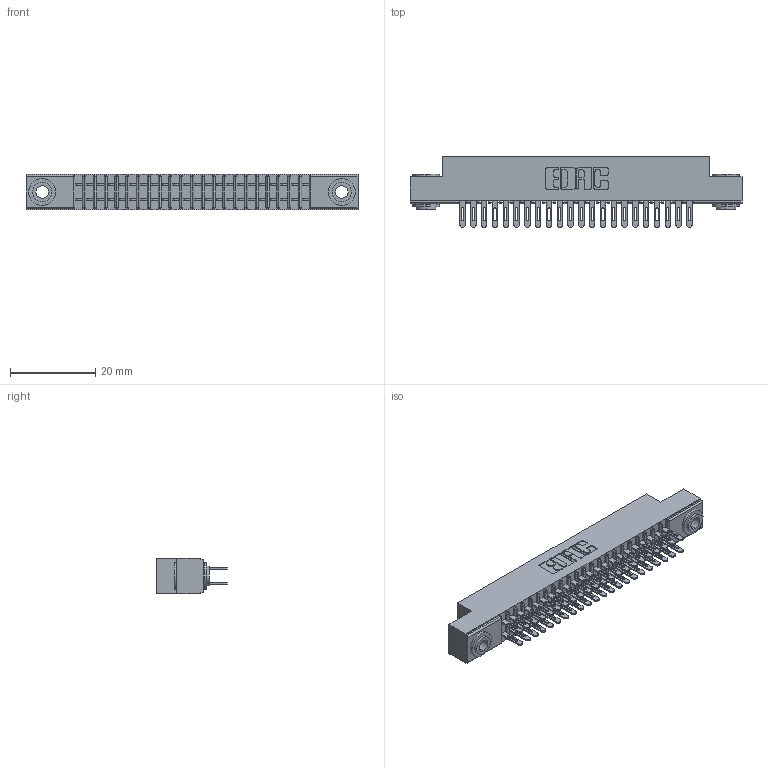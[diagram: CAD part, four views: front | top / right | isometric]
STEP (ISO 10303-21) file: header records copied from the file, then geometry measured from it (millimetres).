
FILE_DESCRIPTION (( 'STEP AP203' ), '1' );
FILE_NAME ('341-044-500-203.STEP', '2018-08-07T02:10:48', ( '' ), ( '' ), 'SwSTEP 2.0', 'SolidWorks 2016', '' );
FILE_SCHEMA (( 'CONFIG_CONTROL_DESIGN' ));
Length unit declared in the file: inch
Products named in the file (4): 345-250-002_345-250-002-102; 341-044-500-203; 341 Part_.156 (3.96) Dia Mounting Holes; 341-292-001_341-292-100
Assembly tree (47 placements, depth 2):
  341-044-500-203
    341 Part_.156 (3.96) Dia Mounting Holes
    341-292-001_341-292-100  x44
    345-250-002_345-250-002-102  x2
Bounding box: 78.11 x 16.69 x 8.38 mm (x, y, z)
Volume: 4504.7 mm3; surface area: 9975.5 mm2
Topology: 47 solids, 47 shells, 3072 faces, 8854 edges, 5734 vertices
Faces by surface type: plane 1764, cylinder 1212, sphere 46, torus 42, cone 8
Entity records: 30362 total; most frequent: CARTESIAN_POINT 5027, ORIENTED_EDGE 4984, DIRECTION 4912, EDGE_CURVE 2492, VECTOR 1978, LINE 1978, VERTEX_POINT 1582, AXIS2_PLACEMENT_3D 1467
